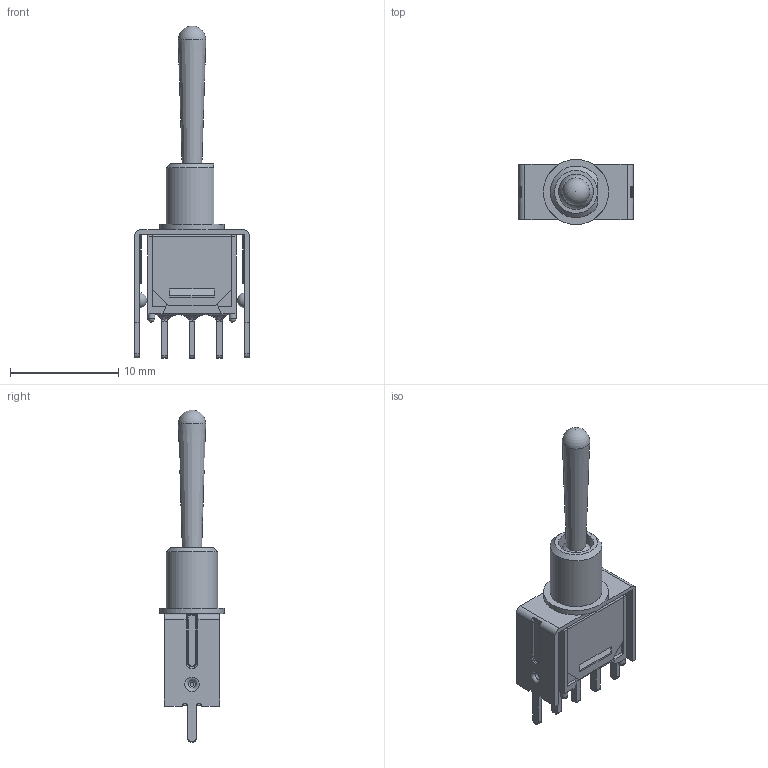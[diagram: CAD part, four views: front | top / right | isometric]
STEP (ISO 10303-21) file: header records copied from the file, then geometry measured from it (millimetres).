
FILE_DESCRIPTION(/* description */ (''),/* implementation_level */ '2;1');
FILE_NAME(/* name */ '200MSPxT4B2VS2xE.stp',/* time_stamp */ '2026-01-21T19:37:29-06:00',/* author */ ('jmeyers'),/* organization */ (''),/* preprocessor_version */ 'ST-DEVELOPER v18.1',/* originating_system */ 'Autodesk Inventor 2022',/* authorisation */ '');
FILE_SCHEMA (('AUTOMOTIVE_DESIGN { 1 0 10303 214 3 1 1 }'));
Length unit declared in the file: inch
Products named in the file (1): Part29
Bounding box: 10.56 x 6 x 30.63 mm (x, y, z)
Volume: 350.4 mm3; surface area: 1180 mm2
Topology: 2 solids, 3 shells, 244 faces, 652 edges, 402 vertices
Faces by surface type: plane 131, cylinder 58, bspline 26, torus 18, sphere 9, cone 2
Full cylindrical faces by diameter (mm): 0.65 x4, 0.72 x2, 1.4 x2, 3.25 x2, 6 x1
Entity records: 8559 total; most frequent: CARTESIAN_POINT 2620, ORIENTED_EDGE 1272, DIRECTION 1164, EDGE_CURVE 636, VERTEX_POINT 402, LINE 396, VECTOR 396, AXIS2_PLACEMENT_3D 384
